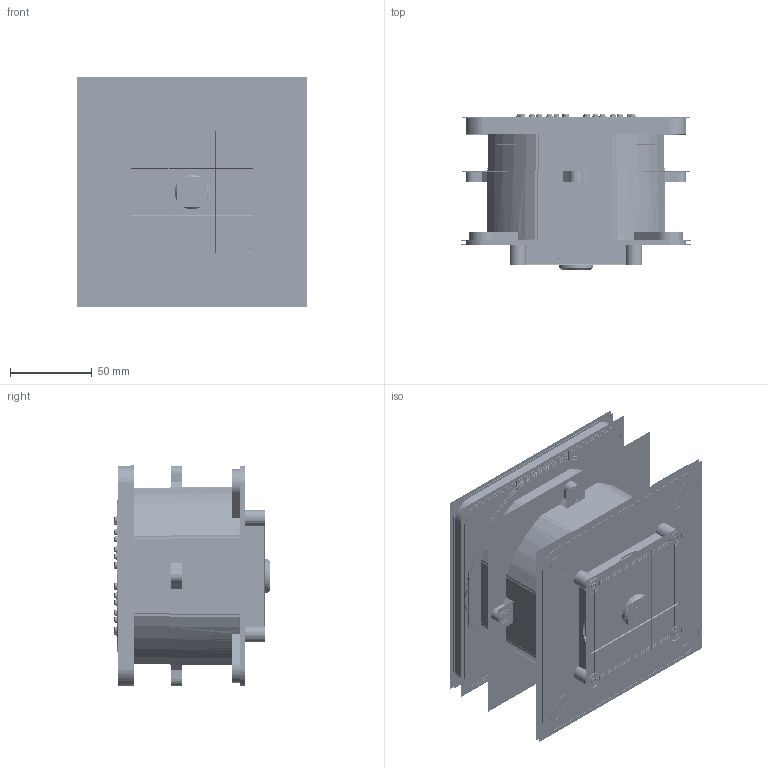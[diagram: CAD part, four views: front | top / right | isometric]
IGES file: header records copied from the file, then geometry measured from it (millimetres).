
Start section:  PTC IGES file: ffass054-000500bc0_asm.igs
Global section: file name: ffass054-000500bc0_asm.igs; native system: Creo Parametric by PTC Inc.; preprocessor: 2022162; author: 10114291; organization: Unknown; date: 20231129.110402; units: millimetre
Bounding box: 140.4 x 95.41 x 140.4 mm (x, y, z)
Surface area: 2216159.9 mm2 (no closed solid volume)
Topology: 0 solids, 0 shells, 2444 faces, 43850 edges, 57649 vertices
Faces by surface type: revolution 1578, bspline 866
